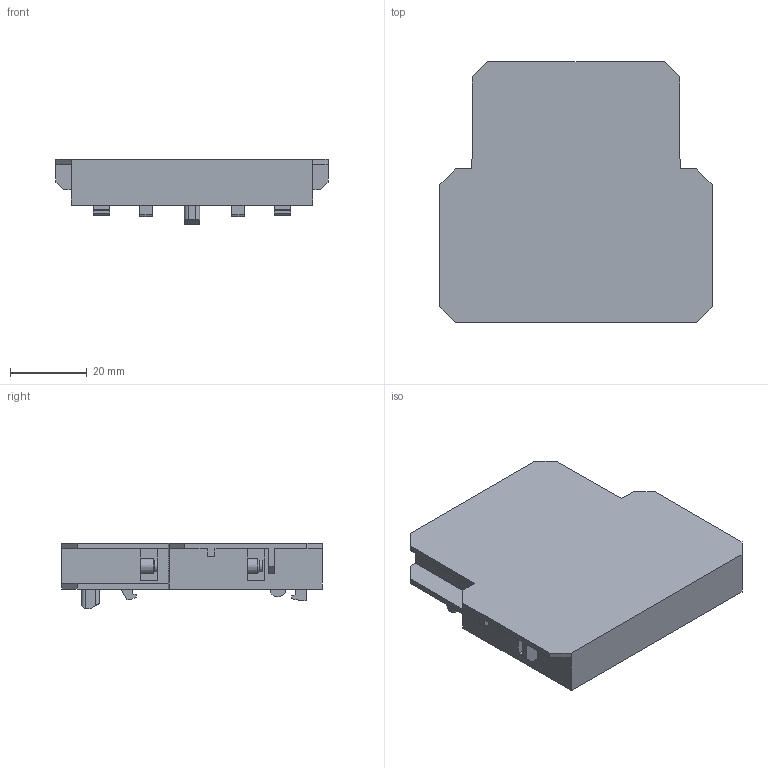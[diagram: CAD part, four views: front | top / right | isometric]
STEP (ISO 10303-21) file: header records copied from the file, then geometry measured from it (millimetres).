
FILE_DESCRIPTION (( 'STEP AP203' ), '1' );
FILE_NAME ('HMX1-AUX11-S.step', '2022-11-01T18:14:58', ( '' ), ( '' ), 'SwSTEP 2.0', 'SolidWorks 2021', '' );
FILE_SCHEMA (( 'CONFIG_CONTROL_DESIGN' ));
Length unit declared in the file: inch
Products named in the file (1): HMX1-AUX11-S
Bounding box: 71 x 68 x 17.2 mm (x, y, z)
Volume: 42641.7 mm3; surface area: 15961 mm2
Topology: 5 solids, 5 shells, 209 faces, 532 edges, 322 vertices
Faces by surface type: plane 123, cone 64, cylinder 14, torus 8
Entity records: 6145 total; most frequent: CARTESIAN_POINT 1084, ORIENTED_EDGE 1032, DIRECTION 1020, EDGE_CURVE 516, VECTOR 408, LINE 408, VERTEX_POINT 322, AXIS2_PLACEMENT_3D 306
